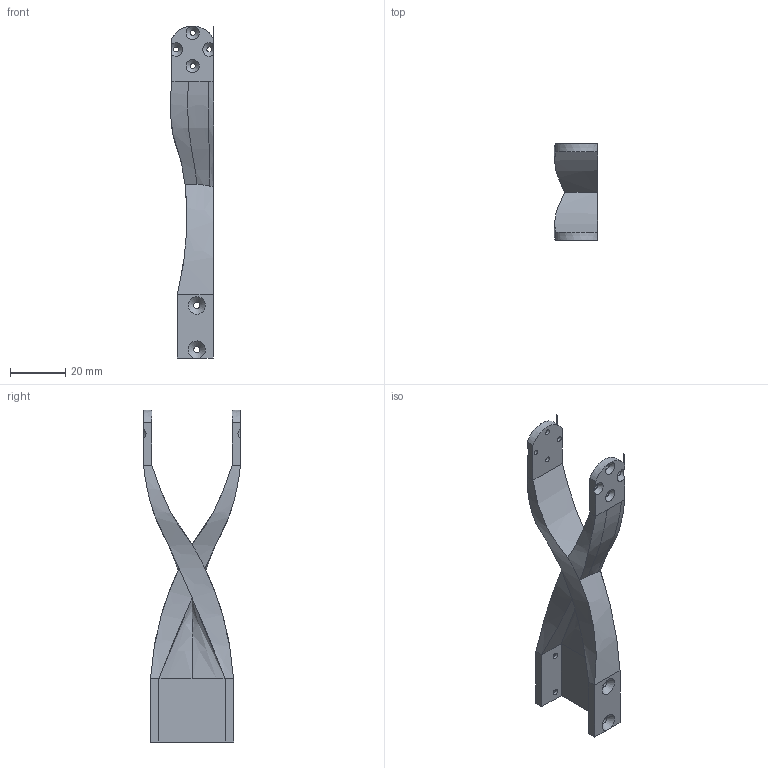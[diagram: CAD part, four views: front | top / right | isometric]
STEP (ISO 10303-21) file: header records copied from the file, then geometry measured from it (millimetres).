
FILE_DESCRIPTION(/* description */ (''),/* implementation_level */ '2;1');
FILE_NAME(/* name */ 'shoulder_to_elbow.step',/* time_stamp */ '2024-03-23T09:24:32-07:00',/* author */ (''),/* organization */ (''),/* preprocessor_version */ 'ST-DEVELOPER v20',/* originating_system */ 'Autodesk Translation Framework v12.20.1.177',/* authorisation */ '');
FILE_SCHEMA (('AUTOMOTIVE_DESIGN { 1 0 10303 214 3 1 1 }'));
Length unit declared in the file: millimetre
Products named in the file (1): Servo Connector redesign
Bounding box: 15.6 x 35 x 120 mm (x, y, z)
Volume: 17362.6 mm3; surface area: 10197.4 mm2
Topology: 1 solids, 1 shells, 70 faces, 197 edges, 121 vertices
Faces by surface type: bspline 23, cone 22, plane 21, cylinder 4
Full cylindrical faces by diameter (mm): 2.3 x4
Entity records: 2899 total; most frequent: CARTESIAN_POINT 1199, ORIENTED_EDGE 394, DIRECTION 272, EDGE_CURVE 197, VERTEX_POINT 121, AXIS2_PLACEMENT_3D 92, EDGE_LOOP 88, LINE 88
